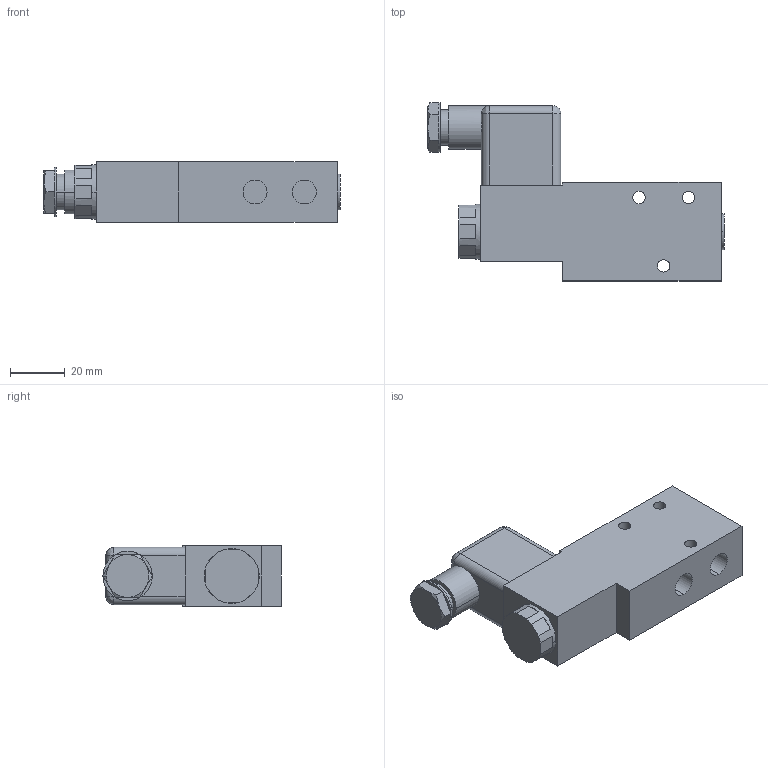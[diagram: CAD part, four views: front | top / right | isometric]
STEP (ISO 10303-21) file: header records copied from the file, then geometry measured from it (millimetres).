
FILE_DESCRIPTION (( 'STEP AP203' ), '1' );
FILE_NAME ('MH.310.501TT.STEP', '2018-11-23T08:09:46', ( '' ), ( '' ), 'SwSTEP 2.0', 'SolidWorks 2013', '' );
FILE_SCHEMA (( 'CONFIG_CONTROL_DESIGN' ));
Length unit declared in the file: millimetre
Products named in the file (1): MH.310.501TT
Bounding box: 108 x 65 x 22 mm (x, y, z)
Volume: 85104.8 mm3; surface area: 17379.9 mm2
Topology: 1 solids, 1 shells, 111 faces, 263 edges, 164 vertices
Faces by surface type: plane 63, cylinder 40, cone 4, bspline 4
Entity records: 3376 total; most frequent: CARTESIAN_POINT 695, DIRECTION 567, ORIENTED_EDGE 518, EDGE_CURVE 259, AXIS2_PLACEMENT_3D 214, VERTEX_POINT 164, LINE 139, VECTOR 139
